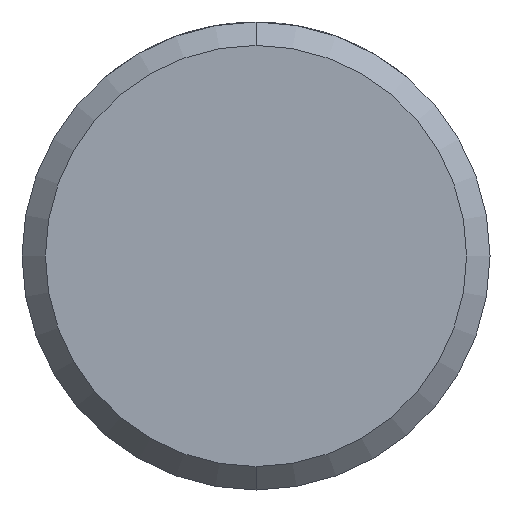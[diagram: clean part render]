
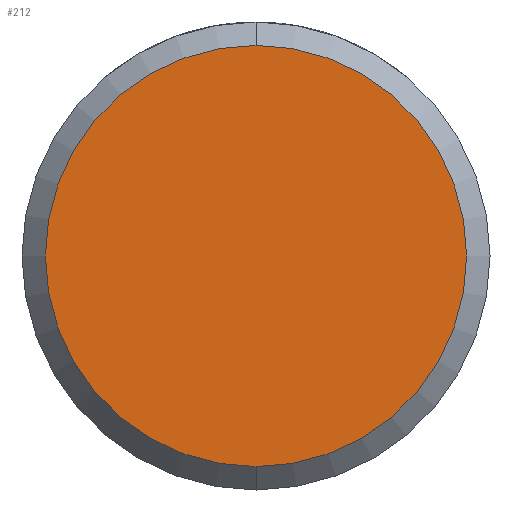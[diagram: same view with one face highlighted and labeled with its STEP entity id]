
A CAD part, front view. The second image highlights one B-rep face of the part: STEP entity #212.
In plain terms, the highlighted planar face has unit normal (0, -1, 0).
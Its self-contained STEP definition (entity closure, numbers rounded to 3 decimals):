
#24 = VERTEX_POINT ( 'NONE', #596 ) ;
#30 = CARTESIAN_POINT ( 'NONE',  ( 0., 0., 0. ) ) ;
#36 = DIRECTION ( 'NONE',  ( 0., -1., 0. ) ) ;
#50 = CARTESIAN_POINT ( 'NONE',  ( 0., 0., 0. ) ) ;
#57 = EDGE_CURVE ( 'NONE', #24, #426, #497, .T. ) ;
#65 = ORIENTED_EDGE ( 'NONE', *, *, #57, .T. ) ;
#126 = EDGE_LOOP ( 'NONE', ( #534, #65 ) ) ;
#166 = DIRECTION ( 'NONE',  ( 0., 1., 0. ) ) ;
#203 = DIRECTION ( 'NONE',  ( 0., 0., 1. ) ) ;
#212 = ADVANCED_FACE ( 'NONE', ( #473 ), #282, .F. ) ;
#282 = PLANE ( 'NONE',  #306 ) ;
#306 = AXIS2_PLACEMENT_3D ( 'NONE', #50, #166, #569 ) ;
#346 = DIRECTION ( 'NONE',  ( 0., -1., 0. ) ) ;
#352 = EDGE_CURVE ( 'NONE', #426, #24, #392, .T. ) ;
#392 = CIRCLE ( 'NONE', #619, 9. ) ;
#421 = CARTESIAN_POINT ( 'NONE',  ( 0., 0., 9. ) ) ;
#426 = VERTEX_POINT ( 'NONE', #421 ) ;
#468 = DIRECTION ( 'NONE',  ( 0., 0., 1. ) ) ;
#473 = FACE_OUTER_BOUND ( 'NONE', #126, .T. ) ;
#497 = CIRCLE ( 'NONE', #637, 9. ) ;
#534 = ORIENTED_EDGE ( 'NONE', *, *, #352, .T. ) ;
#569 = DIRECTION ( 'NONE',  ( 0., 0., 1. ) ) ;
#596 = CARTESIAN_POINT ( 'NONE',  ( 0., 0., -9. ) ) ;
#619 = AXIS2_PLACEMENT_3D ( 'NONE', #700, #346, #468 ) ;
#637 = AXIS2_PLACEMENT_3D ( 'NONE', #30, #36, #203 ) ;
#700 = CARTESIAN_POINT ( 'NONE',  ( 0., 0., 0. ) ) ;
